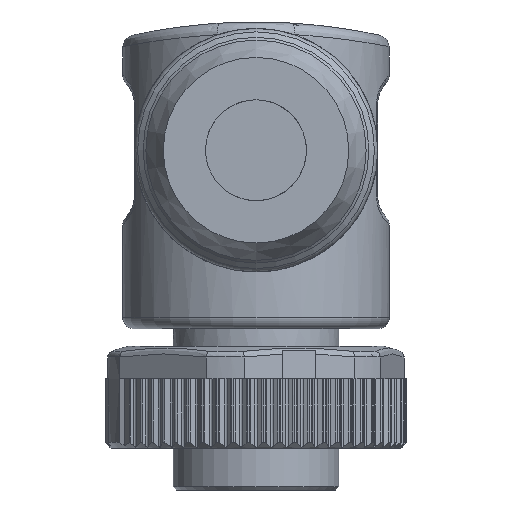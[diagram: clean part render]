
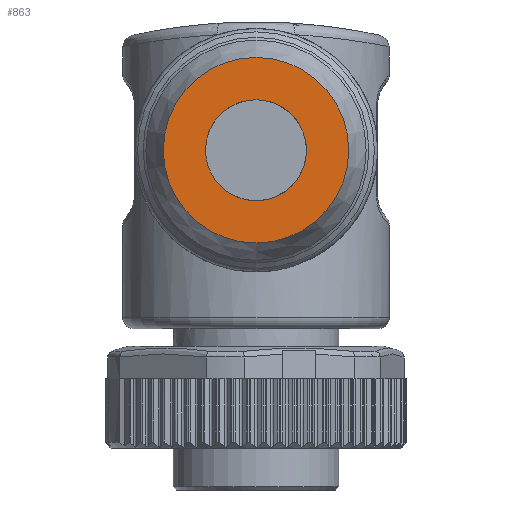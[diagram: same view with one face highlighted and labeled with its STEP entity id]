
A CAD part, left-side view. The second image highlights one B-rep face of the part: STEP entity #863.
In plain terms, the highlighted planar face has unit normal (-1, 0, 0).
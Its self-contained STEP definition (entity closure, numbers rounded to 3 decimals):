
#164=PLANE('',#9296);
#863=ADVANCED_FACE('',(#3169,#3170),#164,.T.);
#3169=FACE_BOUND('',#3332,.T.);
#3170=FACE_BOUND('',#3333,.T.);
#3332=EDGE_LOOP('',(#3980));
#3333=EDGE_LOOP('',(#3981));
#3980=ORIENTED_EDGE('',*,*,#7553,.F.);
#3981=ORIENTED_EDGE('',*,*,#7554,.T.);
#6622=VERTEX_POINT('',#13251);
#6623=VERTEX_POINT('',#13253);
#7553=EDGE_CURVE('',#6622,#6622,#8872,.T.);
#7554=EDGE_CURVE('',#6623,#6623,#8873,.T.);
#8872=CIRCLE('',#9294,4.35);
#8873=CIRCLE('',#9295,8.);
#9294=AXIS2_PLACEMENT_3D('',#13250,#10249,#10250);
#9295=AXIS2_PLACEMENT_3D('',#13252,#10251,#10252);
#9296=AXIS2_PLACEMENT_3D('',#13254,#10253,#10254);
#10249=DIRECTION('',(-1.,0.,0.));
#10250=DIRECTION('',(0.,0.,1.));
#10251=DIRECTION('',(-1.,0.,0.));
#10252=DIRECTION('',(0.,0.,1.));
#10253=DIRECTION('',(-1.,0.,0.));
#10254=DIRECTION('',(0.,0.,1.));
#13250=CARTESIAN_POINT('',(-41.5,0.,29.6));
#13251=CARTESIAN_POINT('',(-41.5,0.,33.95));
#13252=CARTESIAN_POINT('',(-41.5,0.,29.6));
#13253=CARTESIAN_POINT('',(-41.5,0.,37.6));
#13254=CARTESIAN_POINT('',(-41.5,0.,29.6));
